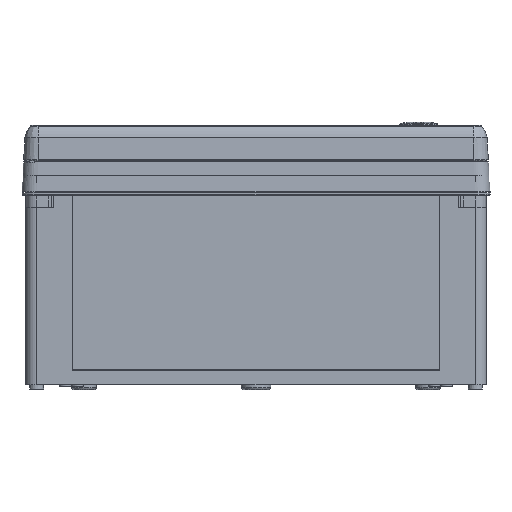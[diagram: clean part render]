
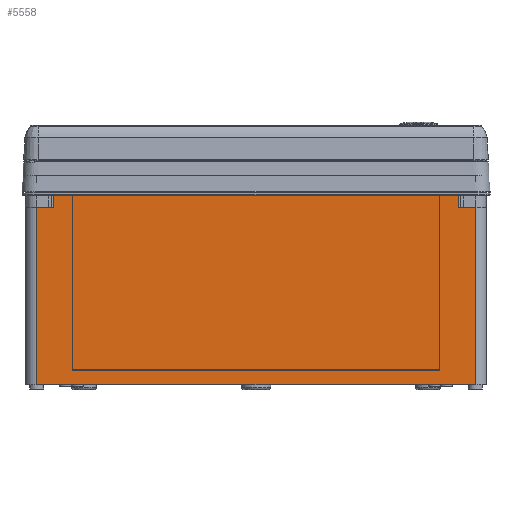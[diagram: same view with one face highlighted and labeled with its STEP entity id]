
A CAD part, front view. The second image highlights one B-rep face of the part: STEP entity #5558.
In plain terms, the highlighted planar face has unit normal (0, -1, 0).
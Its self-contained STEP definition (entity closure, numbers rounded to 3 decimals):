
#5558 = ADVANCED_FACE( '', ( #13087, #13088 ), #13089, .T. );
#13087 = FACE_OUTER_BOUND( '', #23374, .T. );
#13088 = FACE_BOUND( '', #23375, .T. );
#13089 = PLANE( '', #23376 );
#23374 = EDGE_LOOP( '', ( #40361, #40362, #40363, #40364, #40365, #40366, #40367, #40368 ) );
#23375 = EDGE_LOOP( '', ( #40369, #40370, #40371, #40372, #40373, #40374, #40375, #40376 ) );
#23376 = AXIS2_PLACEMENT_3D( '', #40377, #40378, #40379 );
#40361 = ORIENTED_EDGE( '', *, *, #63848, .F. );
#40362 = ORIENTED_EDGE( '', *, *, #63525, .T. );
#40363 = ORIENTED_EDGE( '', *, *, #63849, .F. );
#40364 = ORIENTED_EDGE( '', *, *, #63850, .T. );
#40365 = ORIENTED_EDGE( '', *, *, #63851, .T. );
#40366 = ORIENTED_EDGE( '', *, *, #63852, .F. );
#40367 = ORIENTED_EDGE( '', *, *, #58952, .F. );
#40368 = ORIENTED_EDGE( '', *, *, #63220, .T. );
#40369 = ORIENTED_EDGE( '', *, *, #63853, .T. );
#40370 = ORIENTED_EDGE( '', *, *, #60482, .T. );
#40371 = ORIENTED_EDGE( '', *, *, #63854, .T. );
#40372 = ORIENTED_EDGE( '', *, *, #63855, .T. );
#40373 = ORIENTED_EDGE( '', *, *, #60369, .T. );
#40374 = ORIENTED_EDGE( '', *, *, #63856, .T. );
#40375 = ORIENTED_EDGE( '', *, *, #62919, .T. );
#40376 = ORIENTED_EDGE( '', *, *, #62595, .T. );
#40377 = CARTESIAN_POINT( '', ( -187.5, -246.75, -164.5 ) );
#40378 = DIRECTION( '', ( 0., -1., 0. ) );
#40379 = DIRECTION( '', ( 0., 0., -1. ) );
#58952 = EDGE_CURVE( '', #70236, #70237, #70238, .T. );
#60369 = EDGE_CURVE( '', #72734, #72738, #72740, .T. );
#60482 = EDGE_CURVE( '', #72930, #72934, #72936, .T. );
#62595 = EDGE_CURVE( '', #76425, #76429, #76431, .T. );
#62919 = EDGE_CURVE( '', #76932, #76425, #76935, .T. );
#63220 = EDGE_CURVE( '', #70236, #77408, #77410, .T. );
#63525 = EDGE_CURVE( '', #77895, #77893, #77896, .T. );
#63848 = EDGE_CURVE( '', #77895, #77408, #78395, .T. );
#63849 = EDGE_CURVE( '', #78396, #77893, #78397, .T. );
#63850 = EDGE_CURVE( '', #78396, #78398, #78399, .T. );
#63851 = EDGE_CURVE( '', #78398, #78400, #78401, .T. );
#63852 = EDGE_CURVE( '', #70237, #78400, #78402, .T. );
#63853 = EDGE_CURVE( '', #76429, #72930, #78403, .T. );
#63854 = EDGE_CURVE( '', #72934, #78404, #78405, .T. );
#63855 = EDGE_CURVE( '', #78404, #72734, #78406, .T. );
#63856 = EDGE_CURVE( '', #72738, #76932, #78407, .T. );
#70236 = VERTEX_POINT( '', #86931 );
#70237 = VERTEX_POINT( '', #86932 );
#70238 = LINE( '', #86933, #86934 );
#72734 = VERTEX_POINT( '', #91008 );
#72738 = VERTEX_POINT( '', #91014 );
#72740 = LINE( '', #91017, #91018 );
#72930 = VERTEX_POINT( '', #91363 );
#72934 = VERTEX_POINT( '', #91369 );
#72936 = LINE( '', #91372, #91373 );
#76425 = VERTEX_POINT( '', #96968 );
#76429 = VERTEX_POINT( '', #96974 );
#76431 = LINE( '', #96977, #96978 );
#76932 = VERTEX_POINT( '', #97716 );
#76935 = LINE( '', #97721, #97722 );
#77408 = VERTEX_POINT( '', #98583 );
#77410 = LINE( '', #98586, #98587 );
#77893 = VERTEX_POINT( '', #99319 );
#77895 = VERTEX_POINT( '', #99321 );
#77896 = LINE( '', #99322, #99323 );
#78395 = LINE( '', #100081, #100082 );
#78396 = VERTEX_POINT( '', #100083 );
#78397 = LINE( '', #100084, #100085 );
#78398 = VERTEX_POINT( '', #100086 );
#78399 = LINE( '', #100087, #100088 );
#78400 = VERTEX_POINT( '', #100089 );
#78401 = LINE( '', #100090, #100091 );
#78402 = LINE( '', #100092, #100093 );
#78403 = LINE( '', #100094, #100095 );
#78404 = VERTEX_POINT( '', #100096 );
#78405 = LINE( '', #100097, #100098 );
#78406 = LINE( '', #100099, #100100 );
#78407 = LINE( '', #100101, #100102 );
#86931 = CARTESIAN_POINT( '', ( 173.35, -246.75, -2.5 ) );
#86932 = CARTESIAN_POINT( '', ( 173.35, -246.75, -12.8 ) );
#86933 = CARTESIAN_POINT( '', ( 173.35, -246.75, -164.5 ) );
#86934 = VECTOR( '', #112336, 1000. );
#91008 = CARTESIAN_POINT( '', ( -156.55, -246.75, -3.5 ) );
#91014 = CARTESIAN_POINT( '', ( -156.55, -246.75, -151.3 ) );
#91017 = CARTESIAN_POINT( '', ( -156.55, -246.75, -164.5 ) );
#91018 = VECTOR( '', #114034, 1000. );
#91363 = CARTESIAN_POINT( '', ( 157.05, -246.75, -151.8 ) );
#91369 = CARTESIAN_POINT( '', ( -157.05, -246.75, -151.8 ) );
#91372 = CARTESIAN_POINT( '', ( -187.5, -246.75, -151.8 ) );
#91373 = VECTOR( '', #114174, 1000. );
#96968 = CARTESIAN_POINT( '', ( 156.55, -246.75, -3.5 ) );
#96974 = CARTESIAN_POINT( '', ( 157.05, -246.75, -3.5 ) );
#96977 = CARTESIAN_POINT( '', ( -187.5, -246.75, -3.5 ) );
#96978 = VECTOR( '', #116692, 1000. );
#97716 = CARTESIAN_POINT( '', ( 156.55, -246.75, -151.3 ) );
#97721 = CARTESIAN_POINT( '', ( 156.55, -246.75, -164.5 ) );
#97722 = VECTOR( '', #117047, 1000. );
#98583 = CARTESIAN_POINT( '', ( -173.35, -246.75, -2.5 ) );
#98586 = CARTESIAN_POINT( '', ( -187.5, -246.75, -2.5 ) );
#98587 = VECTOR( '', #117367, 1000. );
#99319 = CARTESIAN_POINT( '', ( -187.5, -246.75, -12.8 ) );
#99321 = CARTESIAN_POINT( '', ( -173.35, -246.75, -12.8 ) );
#99322 = CARTESIAN_POINT( '', ( -187.5, -246.75, -12.8 ) );
#99323 = VECTOR( '', #117711, 1000. );
#100081 = CARTESIAN_POINT( '', ( -173.35, -246.75, -164.5 ) );
#100082 = VECTOR( '', #118018, 1000. );
#100083 = CARTESIAN_POINT( '', ( -187.5, -246.75, -164.5 ) );
#100084 = CARTESIAN_POINT( '', ( -187.5, -246.75, -164.5 ) );
#100085 = VECTOR( '', #118019, 1000. );
#100086 = CARTESIAN_POINT( '', ( 187.5, -246.75, -164.5 ) );
#100087 = CARTESIAN_POINT( '', ( -187.5, -246.75, -164.5 ) );
#100088 = VECTOR( '', #118020, 1000. );
#100089 = CARTESIAN_POINT( '', ( 187.5, -246.75, -12.8 ) );
#100090 = CARTESIAN_POINT( '', ( 187.5, -246.75, -164.5 ) );
#100091 = VECTOR( '', #118021, 1000. );
#100092 = CARTESIAN_POINT( '', ( -187.5, -246.75, -12.8 ) );
#100093 = VECTOR( '', #118022, 1000. );
#100094 = CARTESIAN_POINT( '', ( 157.05, -246.75, -164.5 ) );
#100095 = VECTOR( '', #118023, 1000. );
#100096 = CARTESIAN_POINT( '', ( -157.05, -246.75, -3.5 ) );
#100097 = CARTESIAN_POINT( '', ( -157.05, -246.75, -164.5 ) );
#100098 = VECTOR( '', #118024, 1000. );
#100099 = CARTESIAN_POINT( '', ( -187.5, -246.75, -3.5 ) );
#100100 = VECTOR( '', #118025, 1000. );
#100101 = CARTESIAN_POINT( '', ( -187.5, -246.75, -151.3 ) );
#100102 = VECTOR( '', #118026, 1000. );
#112336 = DIRECTION( '', ( 0., 0., -1. ) );
#114034 = DIRECTION( '', ( 0., 0., -1. ) );
#114174 = DIRECTION( '', ( -1., 0., 0. ) );
#116692 = DIRECTION( '', ( 1., 0., 0. ) );
#117047 = DIRECTION( '', ( 0., 0., 1. ) );
#117367 = DIRECTION( '', ( -1., 0., 0. ) );
#117711 = DIRECTION( '', ( -1., 0., 0. ) );
#118018 = DIRECTION( '', ( 0., 0., 1. ) );
#118019 = DIRECTION( '', ( 0., 0., 1. ) );
#118020 = DIRECTION( '', ( 1., 0., 0. ) );
#118021 = DIRECTION( '', ( 0., 0., 1. ) );
#118022 = DIRECTION( '', ( 1., 0., 0. ) );
#118023 = DIRECTION( '', ( 0., 0., -1. ) );
#118024 = DIRECTION( '', ( 0., 0., 1. ) );
#118025 = DIRECTION( '', ( 1., 0., 0. ) );
#118026 = DIRECTION( '', ( 1., 0., 0. ) );
